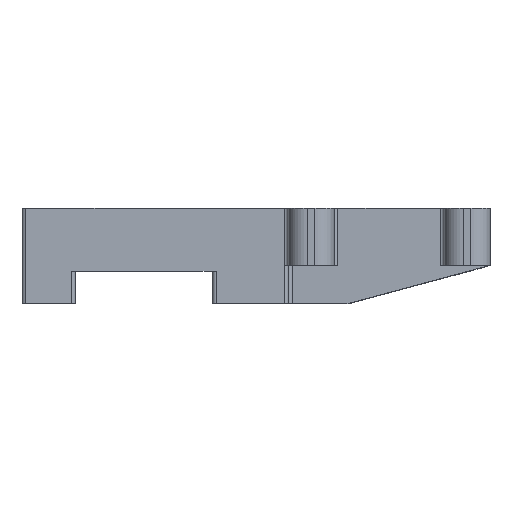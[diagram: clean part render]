
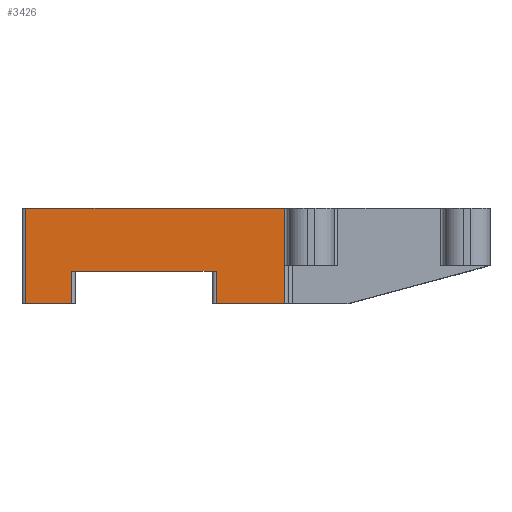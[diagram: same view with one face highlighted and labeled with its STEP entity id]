
A CAD part, top view. The second image highlights one B-rep face of the part: STEP entity #3426.
In plain terms, the highlighted planar face has unit normal (0, 0, 1).
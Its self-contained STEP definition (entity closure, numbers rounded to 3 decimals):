
#21 = LINE ( 'NONE', #363, #2055 ) ;
#32 = CARTESIAN_POINT ( 'NONE',  ( -70., 15., 60. ) ) ;
#50 = AXIS2_PLACEMENT_3D ( 'NONE', #2114, #1008, #2723 ) ;
#52 = VECTOR ( 'NONE', #902, 1000. ) ;
#108 = DIRECTION ( 'NONE',  ( 0., -1., 0. ) ) ;
#141 = ORIENTED_EDGE ( 'NONE', *, *, #1300, .F. ) ;
#201 = EDGE_CURVE ( 'NONE', #2179, #3311, #2341, .T. ) ;
#263 = EDGE_CURVE ( 'NONE', #3311, #2227, #1422, .T. ) ;
#340 = VERTEX_POINT ( 'NONE', #2656 ) ;
#363 = CARTESIAN_POINT ( 'NONE',  ( -70., -10., 60. ) ) ;
#382 = CARTESIAN_POINT ( 'NONE',  ( -70., -10., 60. ) ) ;
#544 = VERTEX_POINT ( 'NONE', #3360 ) ;
#629 = ORIENTED_EDGE ( 'NONE', *, *, #201, .F. ) ;
#661 = CARTESIAN_POINT ( 'NONE',  ( -57., -10., 60. ) ) ;
#693 = DIRECTION ( 'NONE',  ( 0., -1., 0. ) ) ;
#756 = DIRECTION ( 'NONE',  ( 0., 1., 0. ) ) ;
#777 = VERTEX_POINT ( 'NONE', #1310 ) ;
#788 = VERTEX_POINT ( 'NONE', #1605 ) ;
#886 = LINE ( 'NONE', #3087, #1751 ) ;
#902 = DIRECTION ( 'NONE',  ( 1., 0., 0. ) ) ;
#929 = VECTOR ( 'NONE', #756, 1000. ) ;
#1008 = DIRECTION ( 'NONE',  ( 0., 0., -1. ) ) ;
#1119 = CARTESIAN_POINT ( 'NONE',  ( -69., 15., 60. ) ) ;
#1176 = EDGE_CURVE ( 'NONE', #3502, #340, #886, .T. ) ;
#1262 = EDGE_CURVE ( 'NONE', #2227, #544, #2161, .T. ) ;
#1265 = ORIENTED_EDGE ( 'NONE', *, *, #1588, .T. ) ;
#1268 = LINE ( 'NONE', #3282, #929 ) ;
#1275 = ORIENTED_EDGE ( 'NONE', *, *, #1262, .F. ) ;
#1276 = ORIENTED_EDGE ( 'NONE', *, *, #3061, .F. ) ;
#1300 = EDGE_CURVE ( 'NONE', #788, #2179, #1268, .T. ) ;
#1310 = CARTESIAN_POINT ( 'NONE',  ( -57., -1.5, 60. ) ) ;
#1387 = VECTOR ( 'NONE', #2107, 1000. ) ;
#1397 = VERTEX_POINT ( 'NONE', #3095 ) ;
#1422 = LINE ( 'NONE', #3128, #2815 ) ;
#1531 = FACE_OUTER_BOUND ( 'NONE', #2414, .T. ) ;
#1588 = EDGE_CURVE ( 'NONE', #3502, #544, #2037, .T. ) ;
#1605 = CARTESIAN_POINT ( 'NONE',  ( -69., -10., 60. ) ) ;
#1675 = LINE ( 'NONE', #3337, #1962 ) ;
#1751 = VECTOR ( 'NONE', #2011, 1000. ) ;
#1756 = LINE ( 'NONE', #661, #1387 ) ;
#1822 = VECTOR ( 'NONE', #3486, 1000. ) ;
#1839 = ORIENTED_EDGE ( 'NONE', *, *, #3029, .T. ) ;
#1962 = VECTOR ( 'NONE', #3616, 1000. ) ;
#2011 = DIRECTION ( 'NONE',  ( 0., 1., 0. ) ) ;
#2019 = DIRECTION ( 'NONE',  ( 1., 0., 0. ) ) ;
#2037 = LINE ( 'NONE', #382, #1822 ) ;
#2055 = VECTOR ( 'NONE', #2019, 1000. ) ;
#2107 = DIRECTION ( 'NONE',  ( 0., -1., 0. ) ) ;
#2114 = CARTESIAN_POINT ( 'NONE',  ( -70., -10., 60. ) ) ;
#2161 = LINE ( 'NONE', #2365, #2583 ) ;
#2179 = VERTEX_POINT ( 'NONE', #1119 ) ;
#2227 = VERTEX_POINT ( 'NONE', #3089 ) ;
#2341 = LINE ( 'NONE', #32, #52 ) ;
#2365 = CARTESIAN_POINT ( 'NONE',  ( -1., -10., 60. ) ) ;
#2382 = EDGE_CURVE ( 'NONE', #777, #340, #1675, .T. ) ;
#2414 = EDGE_LOOP ( 'NONE', ( #3289, #629, #141, #1839, #1276, #3271, #3034, #1265, #1275 ) ) ;
#2583 = VECTOR ( 'NONE', #693, 1000. ) ;
#2611 = CARTESIAN_POINT ( 'NONE',  ( -1., 15., 60. ) ) ;
#2656 = CARTESIAN_POINT ( 'NONE',  ( -19., -1.5, 60. ) ) ;
#2723 = DIRECTION ( 'NONE',  ( 1., 0., 0. ) ) ;
#2815 = VECTOR ( 'NONE', #108, 1000. ) ;
#2984 = CARTESIAN_POINT ( 'NONE',  ( -19., -10., 60. ) ) ;
#3029 = EDGE_CURVE ( 'NONE', #788, #1397, #21, .T. ) ;
#3034 = ORIENTED_EDGE ( 'NONE', *, *, #1176, .F. ) ;
#3061 = EDGE_CURVE ( 'NONE', #777, #1397, #1756, .T. ) ;
#3087 = CARTESIAN_POINT ( 'NONE',  ( -19., -10., 60. ) ) ;
#3089 = CARTESIAN_POINT ( 'NONE',  ( -1., 0., 60. ) ) ;
#3095 = CARTESIAN_POINT ( 'NONE',  ( -57., -10., 60. ) ) ;
#3128 = CARTESIAN_POINT ( 'NONE',  ( -1., 0., 60. ) ) ;
#3271 = ORIENTED_EDGE ( 'NONE', *, *, #2382, .T. ) ;
#3282 = CARTESIAN_POINT ( 'NONE',  ( -69., -10., 60. ) ) ;
#3289 = ORIENTED_EDGE ( 'NONE', *, *, #263, .F. ) ;
#3311 = VERTEX_POINT ( 'NONE', #2611 ) ;
#3337 = CARTESIAN_POINT ( 'NONE',  ( -56., -1.5, 60. ) ) ;
#3360 = CARTESIAN_POINT ( 'NONE',  ( -1., -10., 60. ) ) ;
#3426 = ADVANCED_FACE ( 'NONE', ( #1531 ), #3508, .F. ) ;
#3486 = DIRECTION ( 'NONE',  ( 1., 0., 0. ) ) ;
#3502 = VERTEX_POINT ( 'NONE', #2984 ) ;
#3508 = PLANE ( 'NONE',  #50 ) ;
#3616 = DIRECTION ( 'NONE',  ( 1., 0., 0. ) ) ;
